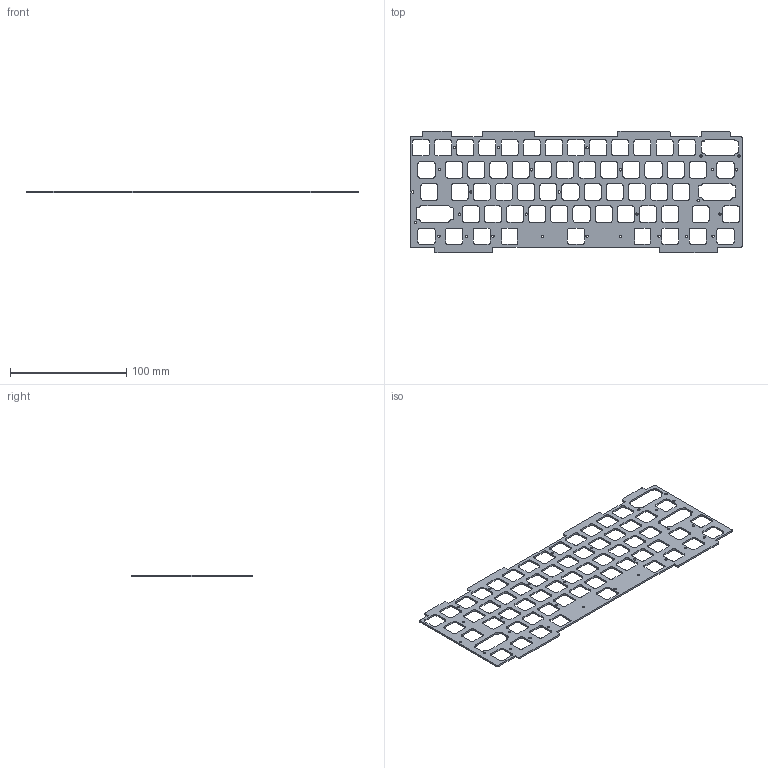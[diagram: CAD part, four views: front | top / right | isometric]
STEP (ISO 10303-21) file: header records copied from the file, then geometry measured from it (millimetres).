
FILE_DESCRIPTION(/* description */ (''),/* implementation_level */ '2;1');
FILE_NAME(/* name */ 'plate_ec60x_standard_7u_ansi.step',/* time_stamp */ '2026-02-04T20:45:24+01:00',/* author */ (''),/* organization */ (''),/* preprocessor_version */ 'ST-DEVELOPER v20.1',/* originating_system */ 'Autodesk Translation Framework v14.24.0.0',/* authorisation */ '');
FILE_SCHEMA (('AUTOMOTIVE_DESIGN { 1 0 10303 214 3 1 1 }'));
Length unit declared in the file: millimetre
Products named in the file (4): PoorKoiR2; root; plate; Dynacap_Standard
Assembly tree (3 placements, depth 4):
  PoorKoiR2
    root
      plate
        Dynacap_Standard
Bounding box: 285.55 x 104.25 x 1.5 mm (x, y, z)
Volume: 22090.6 mm3; surface area: 36178.7 mm2
Topology: 1 solids, 1 shells, 620 faces, 1854 edges, 1236 vertices
Faces by surface type: cylinder 320, plane 300
Full cylindrical faces by diameter (mm): 2 x28
Entity records: 21585 total; most frequent: DIRECTION 3748, CARTESIAN_POINT 3717, ORIENTED_EDGE 3708, EDGE_CURVE 1854, AXIS2_PLACEMENT_3D 1267, VERTEX_POINT 1236, LINE 1214, VECTOR 1214
